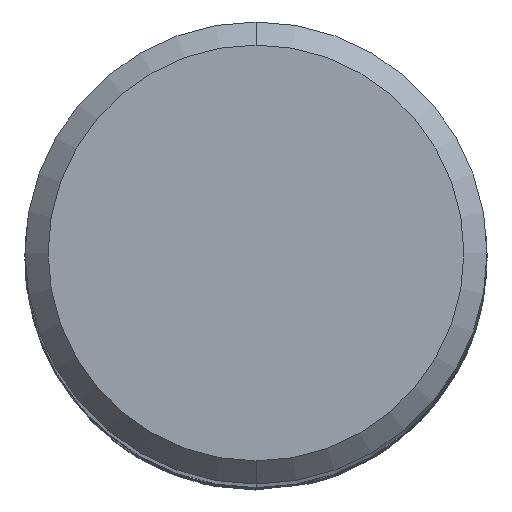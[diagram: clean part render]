
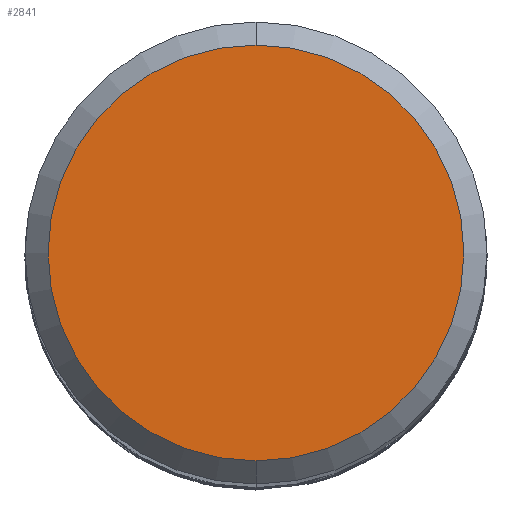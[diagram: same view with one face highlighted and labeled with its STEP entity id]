
A CAD part, top view. The second image highlights one B-rep face of the part: STEP entity #2841.
In plain terms, the highlighted planar face has unit normal (0, 0, 1).
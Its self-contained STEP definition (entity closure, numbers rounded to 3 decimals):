
#2599=VERTEX_POINT('',#5155);
#2767=VERTEX_POINT('',#5336);
#2841=ADVANCED_FACE('',(#5419),#5420,.T.);
#2977=EDGE_CURVE('',#2599,#2767,#5569,.T.);
#3353=EDGE_CURVE('',#2767,#2599,#5980,.T.);
#5155=CARTESIAN_POINT('',(0.0,5.4,0.0));
#5336=CARTESIAN_POINT('',(0.,-5.4,0.0));
#5419=FACE_OUTER_BOUND('',#23669,.T.);
#5420=PLANE('',#23670);
#5569=CIRCLE('',#25268,5.4);
#5980=CIRCLE('',#28496,5.4);
#23669=EDGE_LOOP('',(#33175,#33176));
#23670=AXIS2_PLACEMENT_3D('',#33177,#33178,#33179);
#25268=AXIS2_PLACEMENT_3D('',#33344,#33345,#33346);
#28496=AXIS2_PLACEMENT_3D('',#33804,#33805,#33806);
#33175=ORIENTED_EDGE('',*,*,#2977,.F.);
#33176=ORIENTED_EDGE('',*,*,#3353,.F.);
#33177=CARTESIAN_POINT('',(0.0,2.7,0.0));
#33178=DIRECTION('',(-0.0,0.0,1.0));
#33179=DIRECTION('',(0.0,-1.0,0.0));
#33344=CARTESIAN_POINT('',(0.0,0.0,0.0));
#33345=DIRECTION('',(0.0,0.0,-1.0));
#33346=DIRECTION('',(0.0,1.0,0.0));
#33804=CARTESIAN_POINT('',(0.0,0.0,0.0));
#33805=DIRECTION('',(0.0,0.0,-1.0));
#33806=DIRECTION('',(0.0,1.0,0.0));
